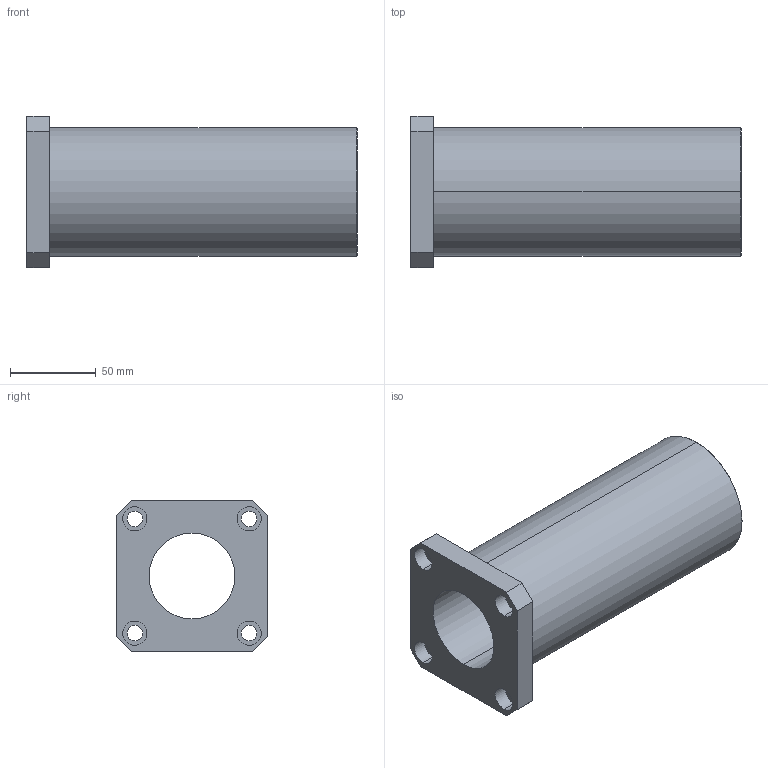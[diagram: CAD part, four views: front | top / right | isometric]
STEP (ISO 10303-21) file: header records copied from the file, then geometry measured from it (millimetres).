
FILE_DESCRIPTION (( 'STEP AP203' ), '1' );
FILE_NAME ('LMEK50LUU.STEP', '2014-08-08T13:51:19', ( 'Ovidiu Buiga' ), ( '' ), 'SwSTEP 2.0', 'SolidWorks 2010', '' );
FILE_SCHEMA (( 'CONFIG_CONTROL_DESIGN' ));
Length unit declared in the file: millimetre
Products named in the file (1): LMEK50LUU
Bounding box: 192 x 88 x 88 mm (x, y, z)
Volume: 506136 mm3; surface area: 89576.5 mm2
Topology: 1 solids, 1 shells, 43 faces, 100 edges, 66 vertices
Faces by surface type: cylinder 24, plane 17, cone 2
Entity records: 1345 total; most frequent: DIRECTION 238, CARTESIAN_POINT 210, ORIENTED_EDGE 200, EDGE_CURVE 100, AXIS2_PLACEMENT_3D 94, VERTEX_POINT 66, EDGE_LOOP 60, LINE 50
